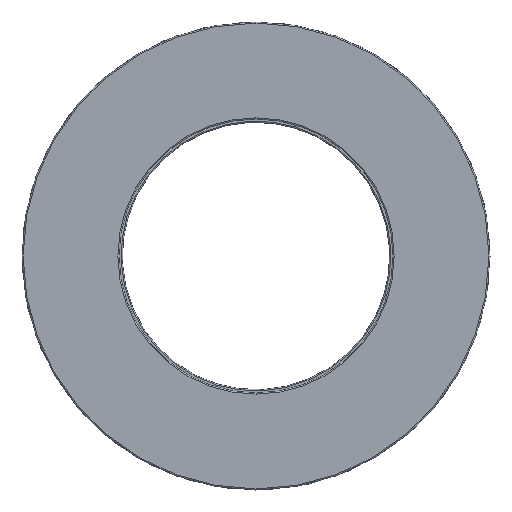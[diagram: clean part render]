
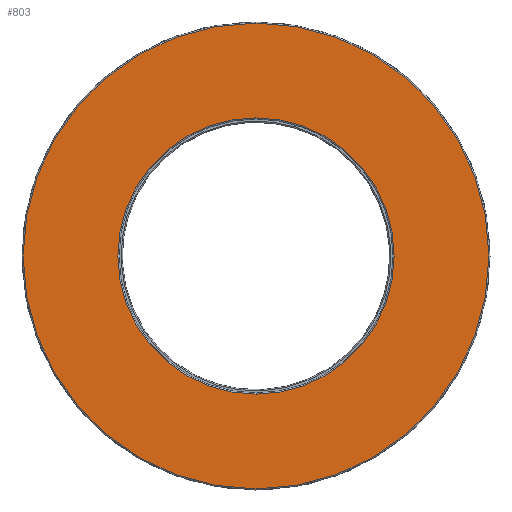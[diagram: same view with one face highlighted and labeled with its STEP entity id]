
A CAD part, front view. The second image highlights one B-rep face of the part: STEP entity #803.
In plain terms, the highlighted planar face has unit normal (0, -1, 0).
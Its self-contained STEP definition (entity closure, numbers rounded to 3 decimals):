
#81 = PLANE ( 'NONE',  #3634 ) ;
#90 = DIRECTION ( 'NONE',  ( 0., 1., 0. ) ) ;
#200 = DIRECTION ( 'NONE',  ( 0., -1., 0. ) ) ;
#474 = DIRECTION ( 'NONE',  ( 0., 0., 1. ) ) ;
#502 = CARTESIAN_POINT ( 'NONE',  ( 0., 0., 6.2 ) ) ;
#564 = VERTEX_POINT ( 'NONE', #502 ) ;
#593 = EDGE_CURVE ( 'NONE', #5144, #564, #3623, .T. ) ;
#803 = ADVANCED_FACE ( 'NONE', ( #2640, #1678 ), #81, .F. ) ;
#1292 = CARTESIAN_POINT ( 'NONE',  ( 0., 0., -6.2 ) ) ;
#1373 = ORIENTED_EDGE ( 'NONE', *, *, #3355, .T. ) ;
#1471 = DIRECTION ( 'NONE',  ( 0., 1., 0. ) ) ;
#1678 = FACE_OUTER_BOUND ( 'NONE', #5335, .T. ) ;
#1778 = AXIS2_PLACEMENT_3D ( 'NONE', #1841, #3232, #4635 ) ;
#1841 = CARTESIAN_POINT ( 'NONE',  ( 0., 0., 0. ) ) ;
#2161 = AXIS2_PLACEMENT_3D ( 'NONE', #4453, #2566, #4478 ) ;
#2241 = ORIENTED_EDGE ( 'NONE', *, *, #4379, .T. ) ;
#2259 = CIRCLE ( 'NONE', #3327, 10.45 ) ;
#2461 = EDGE_LOOP ( 'NONE', ( #1373, #5794 ) ) ;
#2524 = ORIENTED_EDGE ( 'NONE', *, *, #4578, .T. ) ;
#2566 = DIRECTION ( 'NONE',  ( 0., 1., 0. ) ) ;
#2640 = FACE_BOUND ( 'NONE', #2461, .T. ) ;
#2876 = AXIS2_PLACEMENT_3D ( 'NONE', #3889, #90, #4809 ) ;
#3232 = DIRECTION ( 'NONE',  ( 0., -1., 0. ) ) ;
#3327 = AXIS2_PLACEMENT_3D ( 'NONE', #4916, #200, #3504 ) ;
#3355 = EDGE_CURVE ( 'NONE', #564, #5144, #4666, .T. ) ;
#3457 = CIRCLE ( 'NONE', #1778, 10.45 ) ;
#3504 = DIRECTION ( 'NONE',  ( 0., 0., 1. ) ) ;
#3623 = CIRCLE ( 'NONE', #2876, 6.2 ) ;
#3634 = AXIS2_PLACEMENT_3D ( 'NONE', #5191, #1471, #474 ) ;
#3708 = VERTEX_POINT ( 'NONE', #5536 ) ;
#3889 = CARTESIAN_POINT ( 'NONE',  ( 0., 0., 0. ) ) ;
#4379 = EDGE_CURVE ( 'NONE', #3708, #4687, #2259, .T. ) ;
#4453 = CARTESIAN_POINT ( 'NONE',  ( 0., 0., 0. ) ) ;
#4478 = DIRECTION ( 'NONE',  ( 0., 0., 1. ) ) ;
#4578 = EDGE_CURVE ( 'NONE', #4687, #3708, #3457, .T. ) ;
#4635 = DIRECTION ( 'NONE',  ( 0., 0., 1. ) ) ;
#4666 = CIRCLE ( 'NONE', #2161, 6.2 ) ;
#4687 = VERTEX_POINT ( 'NONE', #6054 ) ;
#4809 = DIRECTION ( 'NONE',  ( 0., 0., 1. ) ) ;
#4916 = CARTESIAN_POINT ( 'NONE',  ( 0., 0., 0. ) ) ;
#5144 = VERTEX_POINT ( 'NONE', #1292 ) ;
#5191 = CARTESIAN_POINT ( 'NONE',  ( 0., 0., 0. ) ) ;
#5335 = EDGE_LOOP ( 'NONE', ( #2524, #2241 ) ) ;
#5536 = CARTESIAN_POINT ( 'NONE',  ( 0., 0., -10.45 ) ) ;
#5794 = ORIENTED_EDGE ( 'NONE', *, *, #593, .T. ) ;
#6054 = CARTESIAN_POINT ( 'NONE',  ( 0., 0., 10.45 ) ) ;
